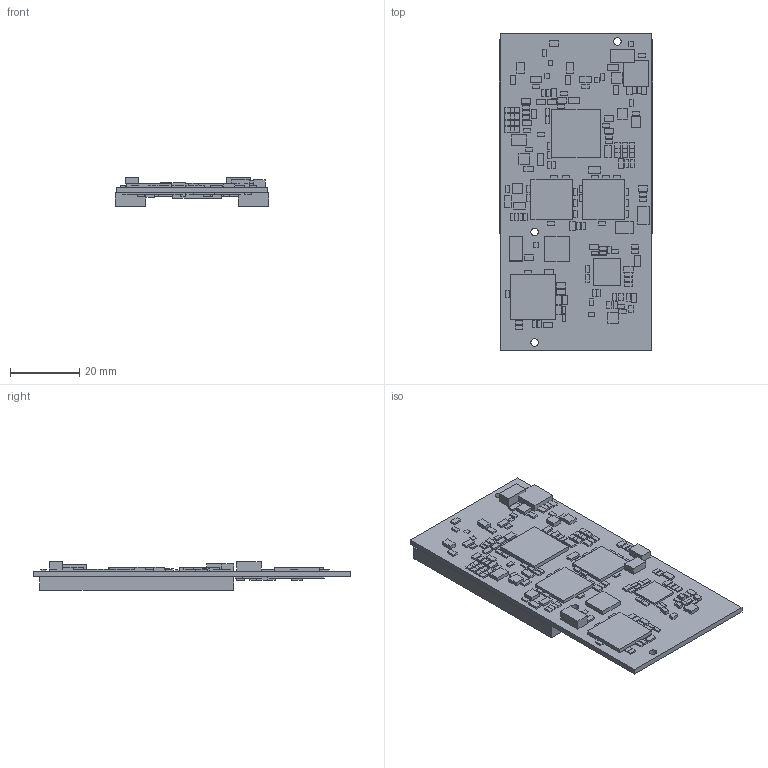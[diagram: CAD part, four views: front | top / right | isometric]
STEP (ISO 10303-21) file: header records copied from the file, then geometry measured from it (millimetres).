
FILE_DESCRIPTION((''),'2;1');
FILE_NAME('CCW9M2443_ASM','2010-11-05T',('tmiller'),(''),'PRO/ENGINEER BY PARAMETRIC TECHNOLOGY CORPORATION, 2009280','PRO/ENGINEER BY PARAMETRIC TECHNOLOGY CORPORATION, 2009280','');
FILE_SCHEMA(('CONFIG_CONTROL_DESIGN'));
Length unit declared in the file: inch
Products named in the file (58): CCW9M2443; J2X60_FH_RM080; AL7230_QFN56; PIPER_16051023_BGA196; BAT64-05__SOT23; MASWSS0129_QFN12; NCP1522BSNT1G_TSOP5; LAN9215I_TQFP100; 0R_0402; 2U2_X7R_0805; SMD-FERRIT_3A_0805; 0R_0603; BLM18AG601; 1N_X7R_0402; 1U_X7R_0603; 1P_COG_0402_25V; 2P2_COG_0402_50V; BLM21PG221; 10U_X5R_10V_0805; 4X22R_1206; 8X10K_1206_BUS; 10N_X7R_0402; 10P_NP0_0402; 10U_6V3_X5R_0603; 15P_COG_50V_0603; 22P_COG_0603; 10UH_WE-TPC; DLW21SN121SQ2; 22P_NP0_0402; 33U_6V3_T_B; 4X10K_1206; 100N_X5R_0402; 100U_6V3_T_C; LFB212G45SG8A166; ADM811_SOT143; DIPLEXER_2450DP15E5400; NC7SZ57_SC70; BSS138_SOT23; BLM21A601; 150P_X7R_0603 ...
Assembly tree (331 placements, depth 2):
  CCW9M2443_ASM
    CCW9M2443
    J2X60_FH_RM080  x2
    AL7230_QFN56
    PIPER_16051023_BGA196
    BAT64-05__SOT23
    MASWSS0129_QFN12
    NCP1522BSNT1G_TSOP5  x3
    LAN9215I_TQFP100
    0R_0402  x9
    2U2_X7R_0805  x5
    SMD-FERRIT_3A_0805  x2
    0R_0603  x30
    BLM18AG601  x9
    1N_X7R_0402  x14
    1U_X7R_0603  x27
    1P_COG_0402_25V  x3
    2P2_COG_0402_50V
    BLM21PG221  x6
    10U_X5R_10V_0805  x6
    4X22R_1206  x3
    8X10K_1206_BUS
    10N_X7R_0402  x49
    10P_NP0_0402  x4
    10U_6V3_X5R_0603  x2
    15P_COG_50V_0603  x2
    22P_COG_0603  x4
    10UH_WE-TPC
    DLW21SN121SQ2  x2
    22P_NP0_0402  x7
    33U_6V3_T_B  x2
    4X10K_1206
    100N_X5R_0402  x92
    100U_6V3_T_C  x2
    LFB212G45SG8A166
    ADM811_SOT143
    DIPLEXER_2450DP15E5400  x2
    NC7SZ57_SC70  x2
    BSS138_SOT23
    BLM21A601
    150P_X7R_0603
    680P_COG_0603
    12MHZ_Q_JXS53
    DS1337U_USOP8
    BALUN_5400BL15B100
    SN74AHC1G08_SC70-5  x3
    PCK2002_TSSOP8
    BALUN_2450BL15B100
    TPS62000_USOP10
    XC2C64A_BGA56
    BC847C
    DDR_SDRAM_8MX16X4_FBGA60_IT  x2
    N-FLASH128MX8_2K_TSOP48
    PIC10F222T_SOT23-6
    S3C2443X_BGA400_533MHZ_EXT
    2N2_X7R_0603
    24C64-IST_TSSOP8
    TESTPOINT_1MM  x8
Bounding box: 44.55 x 92 x 8.37 mm (x, y, z)
Volume: 12788.2 mm3; surface area: 18457.5 mm2
Topology: 331 solids, 331 shells, 1992 faces, 3990 edges, 2660 vertices
Faces by surface type: plane 1986, cylinder 6
Entity records: 12413 total; most frequent: DIRECTION 2188, CARTESIAN_POINT 1907, ORIENTED_EDGE 1404, AXIS2_PLACEMENT_3D 749, EDGE_CURVE 702, VECTOR 690, LINE 690, VERTEX_POINT 468
